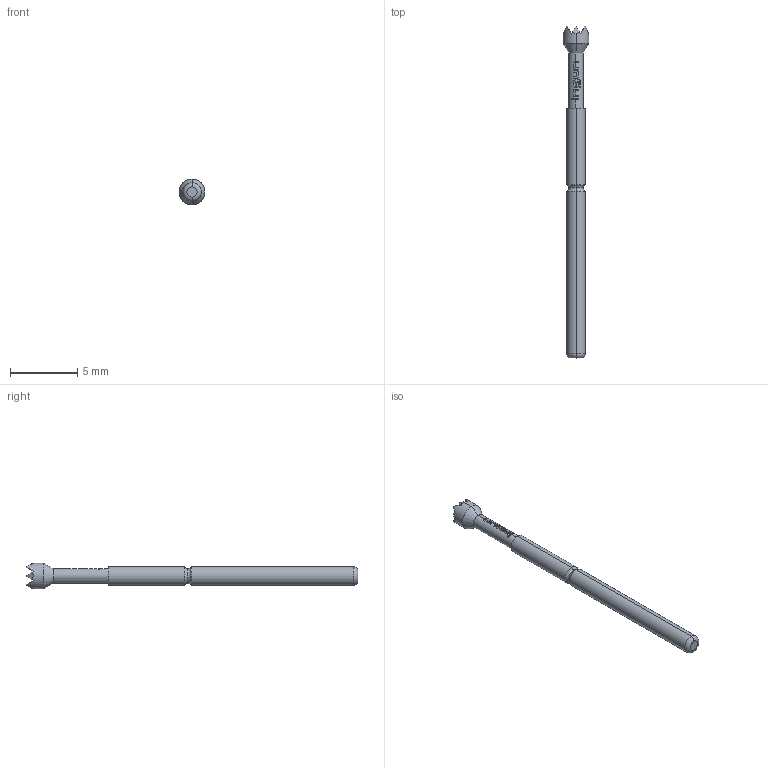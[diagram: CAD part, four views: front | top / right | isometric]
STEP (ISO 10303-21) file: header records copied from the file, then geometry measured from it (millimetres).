
FILE_DESCRIPTION (( 'STEP AP203' ), '1' );
FILE_NAME ('INGUN_GKS-002_206_191_A_xx00.STEP', '2021-09-09T09:01:56', ( 'ochi' ), ( '' ), 'SwSTEP 2.0', 'SolidWorks 2018', '' );
FILE_SCHEMA (( 'CONFIG_CONTROL_DESIGN' ));
Length unit declared in the file: millimetre
Products named in the file (1): INGUN_GKS-002_206_191_A_xx00
Bounding box: 1.91 x 24.6 x 1.91 mm (x, y, z)
Volume: 34.6 mm3; surface area: 110.2 mm2
Topology: 1 solids, 1 shells, 135 faces, 352 edges, 221 vertices
Faces by surface type: plane 69, bspline 31, cylinder 27, torus 6, cone 2
Entity records: 5125 total; most frequent: CARTESIAN_POINT 2362, ORIENTED_EDGE 704, EDGE_CURVE 352, DIRECTION 334, B_SPLINE_CURVE_WITH_KNOTS 222, VERTEX_POINT 221, EDGE_LOOP 137, ADVANCED_FACE 135
